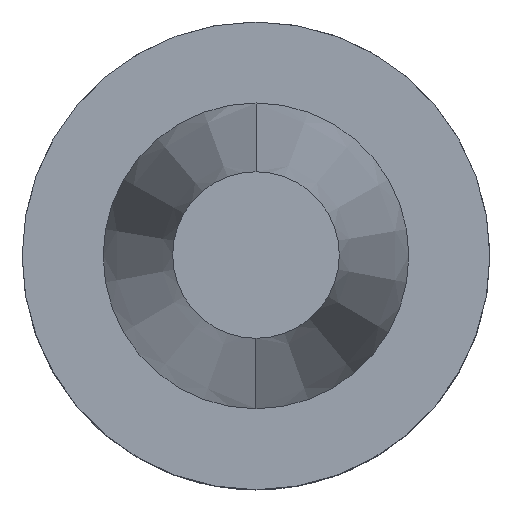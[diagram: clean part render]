
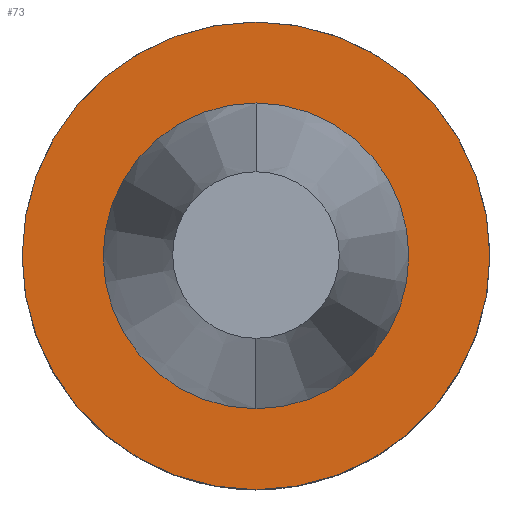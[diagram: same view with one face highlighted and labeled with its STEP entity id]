
A CAD part, top view. The second image highlights one B-rep face of the part: STEP entity #73.
In plain terms, the highlighted planar face has unit normal (0, 0, 1).
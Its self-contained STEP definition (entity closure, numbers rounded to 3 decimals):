
#73=ADVANCED_FACE('',(#94,#95),#90,.F.);
#90=PLANE('',#301);
#94=FACE_BOUND('',#116,.T.);
#95=FACE_BOUND('',#117,.T.);
#116=EDGE_LOOP('',(#144));
#117=EDGE_LOOP('',(#145,#146));
#144=ORIENTED_EDGE('',*,*,#224,.T.);
#145=ORIENTED_EDGE('',*,*,#225,.T.);
#146=ORIENTED_EDGE('',*,*,#226,.T.);
#200=VERTEX_POINT('',#432);
#201=VERTEX_POINT('',#434);
#202=VERTEX_POINT('',#435);
#224=EDGE_CURVE('',#200,#200,#252,.T.);
#225=EDGE_CURVE('',#201,#202,#253,.T.);
#226=EDGE_CURVE('',#202,#201,#254,.T.);
#252=CIRCLE('',#298,25.);
#253=CIRCLE('',#299,16.342);
#254=CIRCLE('',#300,16.342);
#298=AXIS2_PLACEMENT_3D('',#431,#344,#345);
#299=AXIS2_PLACEMENT_3D('',#433,#346,#347);
#300=AXIS2_PLACEMENT_3D('',#436,#348,#349);
#301=AXIS2_PLACEMENT_3D('',#437,#350,#351);
#344=DIRECTION('',(0.,0.,1.));
#345=DIRECTION('',(-1.,0.,0.));
#346=DIRECTION('',(0.,0.,-1.));
#347=DIRECTION('',(-1.,0.,0.));
#348=DIRECTION('',(0.,0.,-1.));
#349=DIRECTION('',(-1.,0.,0.));
#350=DIRECTION('',(0.,0.,-1.));
#351=DIRECTION('',(0.,1.,0.));
#431=CARTESIAN_POINT('',(0.,0.,-3.2));
#432=CARTESIAN_POINT('',(-25.,0.,-3.2));
#433=CARTESIAN_POINT('',(0.,0.,-3.2));
#434=CARTESIAN_POINT('',(0.,16.342,-3.2));
#435=CARTESIAN_POINT('',(0.,-16.342,-3.2));
#436=CARTESIAN_POINT('',(0.,0.,-3.2));
#437=CARTESIAN_POINT('',(0.,0.,-3.2));
